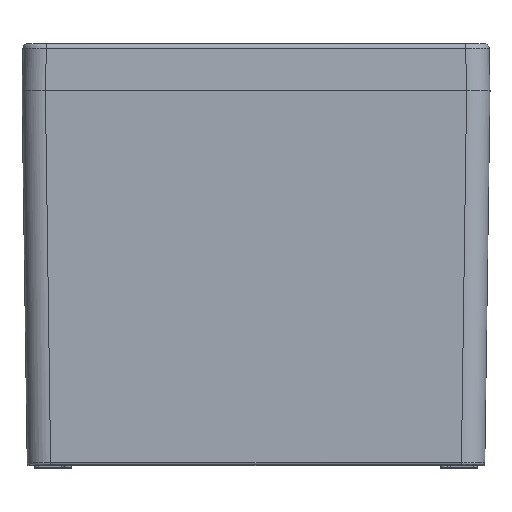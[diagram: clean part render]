
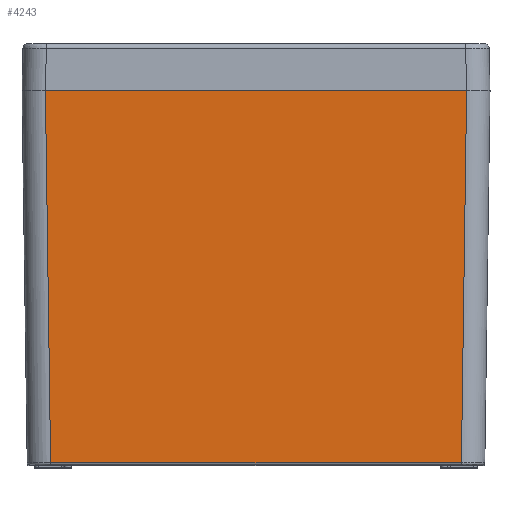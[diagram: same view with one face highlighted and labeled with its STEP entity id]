
A CAD part, top view. The second image highlights one B-rep face of the part: STEP entity #4243.
In plain terms, the highlighted planar face has unit normal (0, -0.014, 1).
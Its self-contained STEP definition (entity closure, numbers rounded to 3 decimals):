
#119 = EDGE_CURVE ( 'NONE', #24036, #7646, #30897, .T. ) ;
#858 = VECTOR ( 'NONE', #28843, 1000. ) ;
#3222 = CARTESIAN_POINT ( 'NONE',  ( -90.001, 160., 115. ) ) ;
#4243 = ADVANCED_FACE ( 'NONE', ( #18981 ), #13755, .T. ) ;
#6272 = B_SPLINE_CURVE_WITH_KNOTS ( 'NONE', 3,
 ( #3222, #21311, #8280, #16432 ),
 .UNSPECIFIED., .F., .F.,
 ( 4, 4 ),
 ( 0., 1. ),
 .UNSPECIFIED. ) ;
#6778 = CARTESIAN_POINT ( 'NONE',  ( 87.781, 0.986, 112.78 ) ) ;
#7646 = VERTEX_POINT ( 'NONE', #30722 ) ;
#7697 = CARTESIAN_POINT ( 'NONE',  ( 87.781, 0.986, 112.78 ) ) ;
#7985 = EDGE_LOOP ( 'NONE', ( #25886, #28431, #30097, #23996 ) ) ;
#8280 = CARTESIAN_POINT ( 'NONE',  ( -88.521, 53.991, 113.52 ) ) ;
#8452 = B_SPLINE_CURVE_WITH_KNOTS ( 'NONE', 3,
 ( #22598, #24195, #30576, #6778 ),
 .UNSPECIFIED., .F., .F.,
 ( 4, 4 ),
 ( 0., 1. ),
 .UNSPECIFIED. ) ;
#9087 = EDGE_CURVE ( 'NONE', #27472, #24036, #8452, .T. ) ;
#13755 = PLANE ( 'NONE',  #19838 ) ;
#16265 = EDGE_CURVE ( 'NONE', #20079, #27472, #18447, .T. ) ;
#16432 = CARTESIAN_POINT ( 'NONE',  ( -87.781, 0.986, 112.78 ) ) ;
#17802 = CARTESIAN_POINT ( 'NONE',  ( -29.26, 0.986, 112.78 ) ) ;
#18447 = LINE ( 'NONE', #26410, #858 ) ;
#18981 = FACE_OUTER_BOUND ( 'NONE', #7985, .T. ) ;
#19159 = CARTESIAN_POINT ( 'NONE',  ( -105.148, 160., 115. ) ) ;
#19603 = CARTESIAN_POINT ( 'NONE',  ( -90.001, 160., 115. ) ) ;
#19838 = AXIS2_PLACEMENT_3D ( 'NONE', #19159, #24357, #32502 ) ;
#20079 = VERTEX_POINT ( 'NONE', #19603 ) ;
#21311 = CARTESIAN_POINT ( 'NONE',  ( -89.261, 106.995, 114.26 ) ) ;
#22435 = CARTESIAN_POINT ( 'NONE',  ( 87.781, 0.986, 112.78 ) ) ;
#22598 = CARTESIAN_POINT ( 'NONE',  ( 90.001, 160., 115. ) ) ;
#23996 = ORIENTED_EDGE ( 'NONE', *, *, #119, .F. ) ;
#24036 = VERTEX_POINT ( 'NONE', #22435 ) ;
#24195 = CARTESIAN_POINT ( 'NONE',  ( 89.261, 106.995, 114.26 ) ) ;
#24357 = DIRECTION ( 'NONE',  ( 0., -0.014, 1. ) ) ;
#25764 = CARTESIAN_POINT ( 'NONE',  ( 29.26, 0.986, 112.78 ) ) ;
#25886 = ORIENTED_EDGE ( 'NONE', *, *, #9087, .F. ) ;
#26260 = CARTESIAN_POINT ( 'NONE',  ( -87.781, 0.986, 112.78 ) ) ;
#26410 = CARTESIAN_POINT ( 'NONE',  ( -90.001, 160., 115. ) ) ;
#27472 = VERTEX_POINT ( 'NONE', #27906 ) ;
#27906 = CARTESIAN_POINT ( 'NONE',  ( 90.001, 160., 115. ) ) ;
#28431 = ORIENTED_EDGE ( 'NONE', *, *, #16265, .F. ) ;
#28843 = DIRECTION ( 'NONE',  ( 1., 0., 0. ) ) ;
#29605 = EDGE_CURVE ( 'NONE', #20079, #7646, #6272, .T. ) ;
#30097 = ORIENTED_EDGE ( 'NONE', *, *, #29605, .T. ) ;
#30576 = CARTESIAN_POINT ( 'NONE',  ( 88.521, 53.991, 113.52 ) ) ;
#30722 = CARTESIAN_POINT ( 'NONE',  ( -87.781, 0.986, 112.78 ) ) ;
#30897 = B_SPLINE_CURVE_WITH_KNOTS ( 'NONE', 3,
 ( #7697, #25764, #17802, #26260 ),
 .UNSPECIFIED., .F., .F.,
 ( 4, 4 ),
 ( 0., 1. ),
 .UNSPECIFIED. ) ;
#32502 = DIRECTION ( 'NONE',  ( -1., 0., 0. ) ) ;
